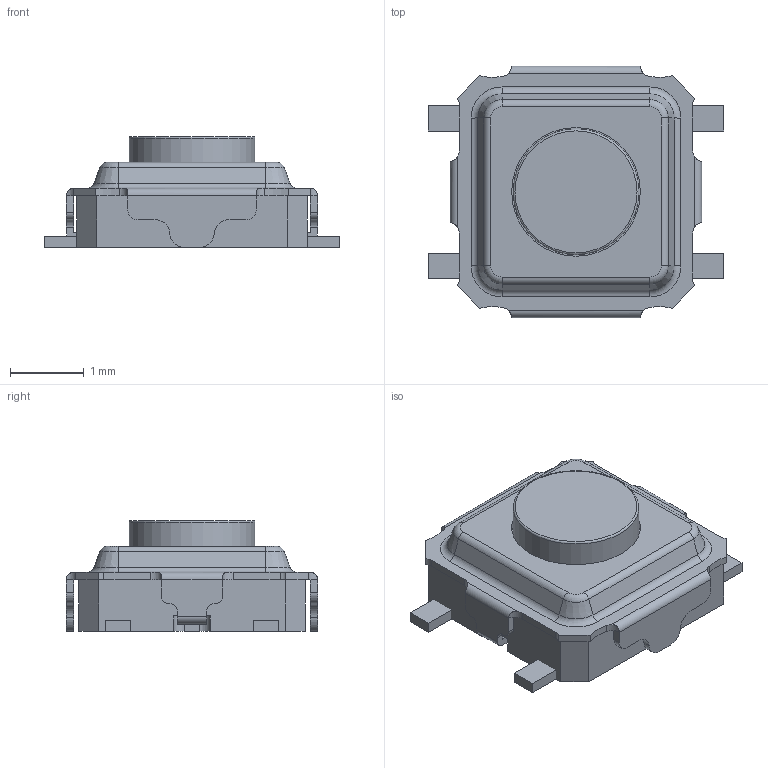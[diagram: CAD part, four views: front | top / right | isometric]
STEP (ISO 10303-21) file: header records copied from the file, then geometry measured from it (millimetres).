
FILE_DESCRIPTION(/* description */ (''),/* implementation_level */ '2;1');
FILE_NAME(/* name */ 'TS21-34-035-BK-260-SMT-TR.step',/* time_stamp */ '2024-06-25T09:12:20+02:00',/* author */ (''),/* organization */ (''),/* preprocessor_version */ 'ST-DEVELOPER v20',/* originating_system */ 'Autodesk Translation Framework v13.14.0.145',/* authorisation */ '');
FILE_SCHEMA (('AUTOMOTIVE_DESIGN { 1 0 10303 214 3 1 1 }'));
Length unit declared in the file: millimetre
Products named in the file (1): TS21-34-035-BK-260-SMT-TR
Bounding box: 4 x 3.4 x 1.5 mm (x, y, z)
Volume: 9.2 mm3; surface area: 65.4 mm2
Topology: 7 solids, 7 shells, 179 faces, 465 edges, 302 vertices
Faces by surface type: plane 102, cylinder 60, torus 9, cone 8
Full cylindrical faces by diameter (mm): 1.7 x1, 1.74 x1
Entity records: 5587 total; most frequent: CARTESIAN_POINT 1035, DIRECTION 960, ORIENTED_EDGE 930, EDGE_CURVE 465, AXIS2_PLACEMENT_3D 323, LINE 314, VECTOR 314, VERTEX_POINT 302
